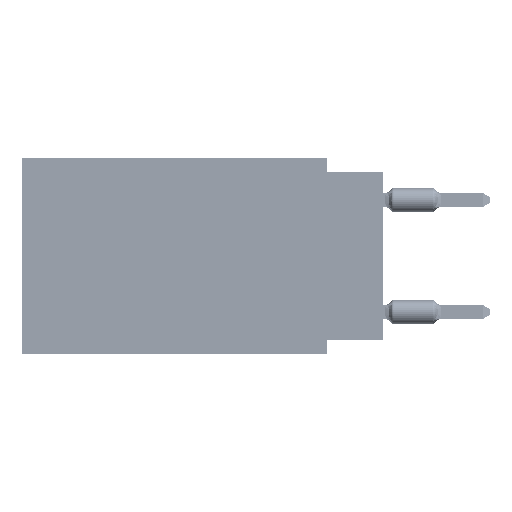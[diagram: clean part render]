
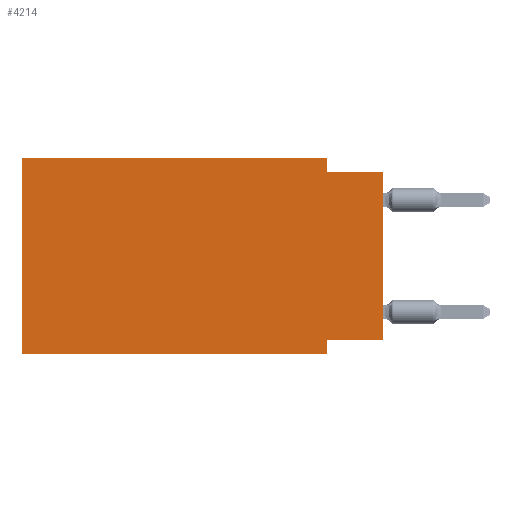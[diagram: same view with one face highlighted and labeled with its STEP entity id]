
A CAD part, left-side view. The second image highlights one B-rep face of the part: STEP entity #4214.
In plain terms, the highlighted planar face has unit normal (-1, 0, 0).
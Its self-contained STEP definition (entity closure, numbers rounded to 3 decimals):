
#12 = EDGE_CURVE ( 'NONE', #75822, #40324, #14160, .T. ) ;
#19 = EDGE_CURVE ( 'NONE', #6436, #3476, #12955, .T. ) ;
#763 = EDGE_CURVE ( 'NONE', #40324, #3476, #41545, .T. ) ;
#1612 = CARTESIAN_POINT ( 'NONE',  ( 0., 0., -8.255 ) ) ;
#1953 = EDGE_LOOP ( 'NONE', ( #46244, #15120, #47051, #38841, #56922, #37640, #72735, #52052 ) ) ;
#3476 = VERTEX_POINT ( 'NONE', #41930 ) ;
#3977 = CARTESIAN_POINT ( 'NONE',  ( 0., 0., -0.635 ) ) ;
#4214 = ADVANCED_FACE ( 'NONE', ( #54284 ), #34887, .F. ) ;
#4769 = VECTOR ( 'NONE', #38570, 1000. ) ;
#6436 = VERTEX_POINT ( 'NONE', #44761 ) ;
#9250 = CARTESIAN_POINT ( 'NONE',  ( 0., 0., -0.635 ) ) ;
#10780 = CARTESIAN_POINT ( 'NONE',  ( 0., 2.54, -8.89 ) ) ;
#12955 = LINE ( 'NONE', #63513, #26370 ) ;
#13310 = VECTOR ( 'NONE', #69557, 1000. ) ;
#14160 = LINE ( 'NONE', #1612, #68976 ) ;
#15120 = ORIENTED_EDGE ( 'NONE', *, *, #63530, .F. ) ;
#16611 = AXIS2_PLACEMENT_3D ( 'NONE', #55071, #79740, #48226 ) ;
#18119 = LINE ( 'NONE', #18520, #57755 ) ;
#18520 = CARTESIAN_POINT ( 'NONE',  ( 0., 16.383, 0. ) ) ;
#20561 = CARTESIAN_POINT ( 'NONE',  ( 0., 2.54, -8.255 ) ) ;
#21718 = VERTEX_POINT ( 'NONE', #57364 ) ;
#26370 = VECTOR ( 'NONE', #68376, 1000. ) ;
#26755 = CARTESIAN_POINT ( 'NONE',  ( 0., 2.54, 0. ) ) ;
#30898 = DIRECTION ( 'NONE',  ( 0., 0., -1. ) ) ;
#32190 = VERTEX_POINT ( 'NONE', #26755 ) ;
#34887 = PLANE ( 'NONE',  #16611 ) ;
#35083 = CARTESIAN_POINT ( 'NONE',  ( 0., 0., -8.255 ) ) ;
#35417 = LINE ( 'NONE', #36207, #62602 ) ;
#35480 = DIRECTION ( 'NONE',  ( 0., 0., -1. ) ) ;
#36207 = CARTESIAN_POINT ( 'NONE',  ( 0., 16.383, 0. ) ) ;
#37640 = ORIENTED_EDGE ( 'NONE', *, *, #19, .T. ) ;
#38570 = DIRECTION ( 'NONE',  ( 0., 0., 1. ) ) ;
#38841 = ORIENTED_EDGE ( 'NONE', *, *, #61247, .F. ) ;
#38848 = DIRECTION ( 'NONE',  ( 0., 1., 0. ) ) ;
#40324 = VERTEX_POINT ( 'NONE', #20561 ) ;
#41545 = LINE ( 'NONE', #10780, #57489 ) ;
#41930 = CARTESIAN_POINT ( 'NONE',  ( 0., 2.54, -8.89 ) ) ;
#42240 = LINE ( 'NONE', #48717, #42817 ) ;
#42817 = VECTOR ( 'NONE', #30898, 1000. ) ;
#44761 = CARTESIAN_POINT ( 'NONE',  ( 0., 16.383, -8.89 ) ) ;
#46244 = ORIENTED_EDGE ( 'NONE', *, *, #51723, .T. ) ;
#47051 = ORIENTED_EDGE ( 'NONE', *, *, #76379, .F. ) ;
#47155 = DIRECTION ( 'NONE',  ( 0., -1., 0. ) ) ;
#47603 = EDGE_CURVE ( 'NONE', #6436, #21718, #18119, .T. ) ;
#48226 = DIRECTION ( 'NONE',  ( 0., 0., -1. ) ) ;
#48717 = CARTESIAN_POINT ( 'NONE',  ( 0., 2.54, 0. ) ) ;
#51723 = EDGE_CURVE ( 'NONE', #75822, #60925, #69296, .T. ) ;
#51764 = LINE ( 'NONE', #9250, #13310 ) ;
#52052 = ORIENTED_EDGE ( 'NONE', *, *, #12, .F. ) ;
#54153 = VERTEX_POINT ( 'NONE', #65158 ) ;
#54284 = FACE_OUTER_BOUND ( 'NONE', #1953, .T. ) ;
#55071 = CARTESIAN_POINT ( 'NONE',  ( 0., 16.383, 0. ) ) ;
#56922 = ORIENTED_EDGE ( 'NONE', *, *, #47603, .F. ) ;
#57364 = CARTESIAN_POINT ( 'NONE',  ( 0., 16.383, 0. ) ) ;
#57489 = VECTOR ( 'NONE', #35480, 1000. ) ;
#57755 = VECTOR ( 'NONE', #67457, 1000. ) ;
#57962 = CARTESIAN_POINT ( 'NONE',  ( 0., 0., 0. ) ) ;
#60925 = VERTEX_POINT ( 'NONE', #3977 ) ;
#61247 = EDGE_CURVE ( 'NONE', #21718, #32190, #35417, .T. ) ;
#62602 = VECTOR ( 'NONE', #47155, 1000. ) ;
#63513 = CARTESIAN_POINT ( 'NONE',  ( 0., 16.383, -8.89 ) ) ;
#63530 = EDGE_CURVE ( 'NONE', #54153, #60925, #51764, .T. ) ;
#65158 = CARTESIAN_POINT ( 'NONE',  ( 0., 2.54, -0.635 ) ) ;
#67457 = DIRECTION ( 'NONE',  ( 0., 0., 1. ) ) ;
#68376 = DIRECTION ( 'NONE',  ( 0., -1., 0. ) ) ;
#68976 = VECTOR ( 'NONE', #38848, 1000. ) ;
#69296 = LINE ( 'NONE', #57962, #4769 ) ;
#69557 = DIRECTION ( 'NONE',  ( 0., -1., 0. ) ) ;
#72735 = ORIENTED_EDGE ( 'NONE', *, *, #763, .F. ) ;
#75822 = VERTEX_POINT ( 'NONE', #35083 ) ;
#76379 = EDGE_CURVE ( 'NONE', #32190, #54153, #42240, .T. ) ;
#79740 = DIRECTION ( 'NONE',  ( 1., 0., 0. ) ) ;
